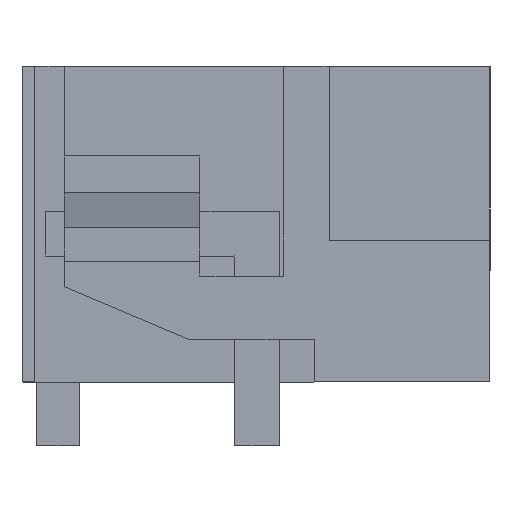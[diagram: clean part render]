
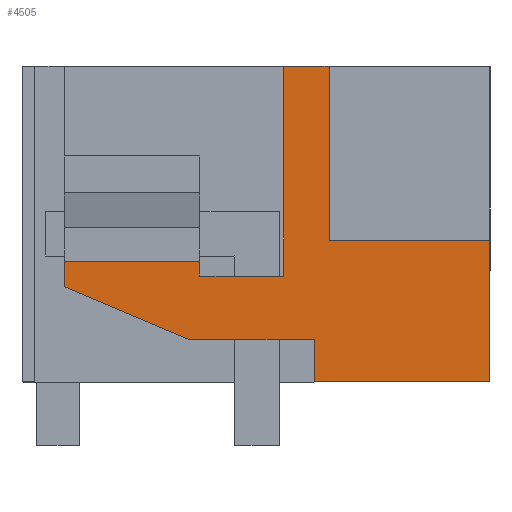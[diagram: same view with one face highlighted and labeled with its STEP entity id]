
A CAD part, left-side view. The second image highlights one B-rep face of the part: STEP entity #4505.
In plain terms, the highlighted planar face has unit normal (-1, 0, 0).
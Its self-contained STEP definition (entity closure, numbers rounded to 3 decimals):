
#4431=AXIS2_PLACEMENT_3D('Plane Axis2P3D',#4428,#4429,#4430) ;
#2185=CARTESIAN_POINT('Vertex',(0.,4.875,8.95)) ;
#2188=CARTESIAN_POINT('Line Origine',(0.,4.338,8.95)) ;
#2192=CARTESIAN_POINT('Vertex',(0.,3.8,8.95)) ;
#2733=CARTESIAN_POINT('Vertex',(0.,0.,1.5)) ;
#2736=CARTESIAN_POINT('Line Origine',(0.,2.075,1.5)) ;
#2740=CARTESIAN_POINT('Vertex',(0.,4.15,1.5)) ;
#4234=CARTESIAN_POINT('Vertex',(0.,10.05,3.75)) ;
#4237=CARTESIAN_POINT('Line Origine',(0.,10.05,4.05)) ;
#4241=CARTESIAN_POINT('Vertex',(0.,10.05,4.35)) ;
#4413=CARTESIAN_POINT('Vertex',(0.,4.875,4.)) ;
#4416=CARTESIAN_POINT('Line Origine',(0.,4.875,6.475)) ;
#4428=CARTESIAN_POINT('Axis2P3D Location',(0.,11.05,-1.7)) ;
#4433=CARTESIAN_POINT('Line Origine',(0.,5.863,4.)) ;
#4437=CARTESIAN_POINT('Vertex',(0.,6.85,4.)) ;
#4440=CARTESIAN_POINT('Line Origine',(0.,6.85,4.175)) ;
#4444=CARTESIAN_POINT('Vertex',(0.,6.85,4.35)) ;
#4447=CARTESIAN_POINT('Line Origine',(0.,8.45,4.35)) ;
#4452=CARTESIAN_POINT('Line Origine',(0.,8.571,3.123)) ;
#4456=CARTESIAN_POINT('Vertex',(0.,7.092,2.497)) ;
#4459=CARTESIAN_POINT('Line Origine',(0.,5.621,2.497)) ;
#4463=CARTESIAN_POINT('Vertex',(0.,4.15,2.497)) ;
#4466=CARTESIAN_POINT('Line Origine',(0.,4.15,1.998)) ;
#4471=CARTESIAN_POINT('Line Origine',(0.,0.,3.175)) ;
#4475=CARTESIAN_POINT('Vertex',(0.,0.,4.85)) ;
#4478=CARTESIAN_POINT('Line Origine',(0.,1.9,4.85)) ;
#4482=CARTESIAN_POINT('Vertex',(0.,3.8,4.85)) ;
#4485=CARTESIAN_POINT('Line Origine',(0.,3.8,6.9)) ;
#2189=DIRECTION('Vector Direction',(0.,-1.,0.)) ;
#2737=DIRECTION('Vector Direction',(0.,1.,0.)) ;
#4238=DIRECTION('Vector Direction',(0.,0.,-1.)) ;
#4417=DIRECTION('Vector Direction',(0.,0.,1.)) ;
#4429=DIRECTION('Axis2P3D Direction',(-1.,0.,0.)) ;
#4430=DIRECTION('Axis2P3D XDirection',(0.,-1.,0.)) ;
#4434=DIRECTION('Vector Direction',(0.,1.,0.)) ;
#4441=DIRECTION('Vector Direction',(0.,0.,1.)) ;
#4448=DIRECTION('Vector Direction',(0.,1.,0.)) ;
#4453=DIRECTION('Vector Direction',(0.,0.921,0.39)) ;
#4460=DIRECTION('Vector Direction',(0.,-1.,0.)) ;
#4467=DIRECTION('Vector Direction',(0.,0.,-1.)) ;
#4472=DIRECTION('Vector Direction',(0.,0.,-1.)) ;
#4479=DIRECTION('Vector Direction',(0.,1.,0.)) ;
#4486=DIRECTION('Vector Direction',(0.,0.,-1.)) ;
#2190=VECTOR('Line Direction',#2189,1.) ;
#2738=VECTOR('Line Direction',#2737,1.) ;
#4239=VECTOR('Line Direction',#4238,1.) ;
#4418=VECTOR('Line Direction',#4417,1.) ;
#4435=VECTOR('Line Direction',#4434,1.) ;
#4442=VECTOR('Line Direction',#4441,1.) ;
#4449=VECTOR('Line Direction',#4448,1.) ;
#4454=VECTOR('Line Direction',#4453,1.) ;
#4461=VECTOR('Line Direction',#4460,1.) ;
#4468=VECTOR('Line Direction',#4467,1.) ;
#4473=VECTOR('Line Direction',#4472,1.) ;
#4480=VECTOR('Line Direction',#4479,1.) ;
#4487=VECTOR('Line Direction',#4486,1.) ;
#4491=ORIENTED_EDGE('',*,*,#2194,.T.) ;
#4492=ORIENTED_EDGE('',*,*,#4420,.T.) ;
#4493=ORIENTED_EDGE('',*,*,#4439,.T.) ;
#4494=ORIENTED_EDGE('',*,*,#4446,.T.) ;
#4495=ORIENTED_EDGE('',*,*,#4451,.T.) ;
#4496=ORIENTED_EDGE('',*,*,#4243,.T.) ;
#4497=ORIENTED_EDGE('',*,*,#4458,.T.) ;
#4498=ORIENTED_EDGE('',*,*,#4465,.T.) ;
#4499=ORIENTED_EDGE('',*,*,#4470,.T.) ;
#4500=ORIENTED_EDGE('',*,*,#2742,.T.) ;
#4501=ORIENTED_EDGE('',*,*,#4477,.T.) ;
#4502=ORIENTED_EDGE('',*,*,#4484,.F.) ;
#4503=ORIENTED_EDGE('',*,*,#4489,.F.) ;
#4505=ADVANCED_FACE('HOUSING',(#4504),#4432,.T.) ;
#2194=EDGE_CURVE('',#2193,#2186,#2191,.F.) ;
#2742=EDGE_CURVE('',#2741,#2734,#2739,.F.) ;
#4243=EDGE_CURVE('',#4242,#4235,#4240,.T.) ;
#4420=EDGE_CURVE('',#2186,#4414,#4419,.F.) ;
#4439=EDGE_CURVE('',#4414,#4438,#4436,.T.) ;
#4446=EDGE_CURVE('',#4438,#4445,#4443,.T.) ;
#4451=EDGE_CURVE('',#4445,#4242,#4450,.T.) ;
#4458=EDGE_CURVE('',#4235,#4457,#4455,.F.) ;
#4465=EDGE_CURVE('',#4457,#4464,#4462,.T.) ;
#4470=EDGE_CURVE('',#4464,#2741,#4469,.T.) ;
#4477=EDGE_CURVE('',#2734,#4476,#4474,.F.) ;
#4484=EDGE_CURVE('',#4483,#4476,#4481,.F.) ;
#4489=EDGE_CURVE('',#2193,#4483,#4488,.T.) ;
#4490=EDGE_LOOP('',(#4491,#4492,#4493,#4494,#4495,#4496,#4497,#4498,#4499,#4500,#4501,#4502,#4503)) ;
#4504=FACE_OUTER_BOUND('',#4490,.T.) ;
#2191=LINE('Line',#2188,#2190) ;
#2739=LINE('Line',#2736,#2738) ;
#4240=LINE('Line',#4237,#4239) ;
#4419=LINE('Line',#4416,#4418) ;
#4436=LINE('Line',#4433,#4435) ;
#4443=LINE('Line',#4440,#4442) ;
#4450=LINE('Line',#4447,#4449) ;
#4455=LINE('Line',#4452,#4454) ;
#4462=LINE('Line',#4459,#4461) ;
#4469=LINE('Line',#4466,#4468) ;
#4474=LINE('Line',#4471,#4473) ;
#4481=LINE('Line',#4478,#4480) ;
#4488=LINE('Line',#4485,#4487) ;
#4432=PLANE('',#4431) ;
#2186=VERTEX_POINT('',#2185) ;
#2193=VERTEX_POINT('',#2192) ;
#2734=VERTEX_POINT('',#2733) ;
#2741=VERTEX_POINT('',#2740) ;
#4235=VERTEX_POINT('',#4234) ;
#4242=VERTEX_POINT('',#4241) ;
#4414=VERTEX_POINT('',#4413) ;
#4438=VERTEX_POINT('',#4437) ;
#4445=VERTEX_POINT('',#4444) ;
#4457=VERTEX_POINT('',#4456) ;
#4464=VERTEX_POINT('',#4463) ;
#4476=VERTEX_POINT('',#4475) ;
#4483=VERTEX_POINT('',#4482) ;
